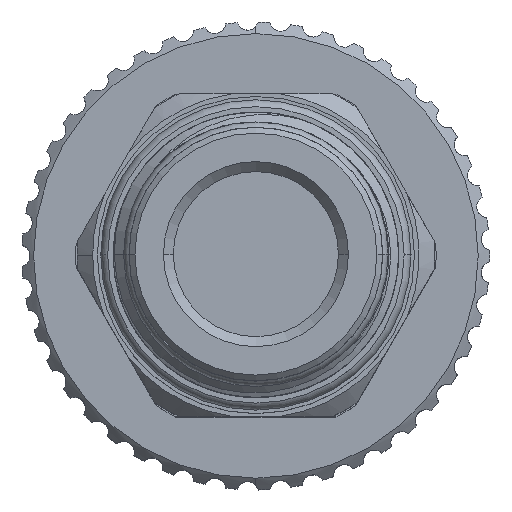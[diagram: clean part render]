
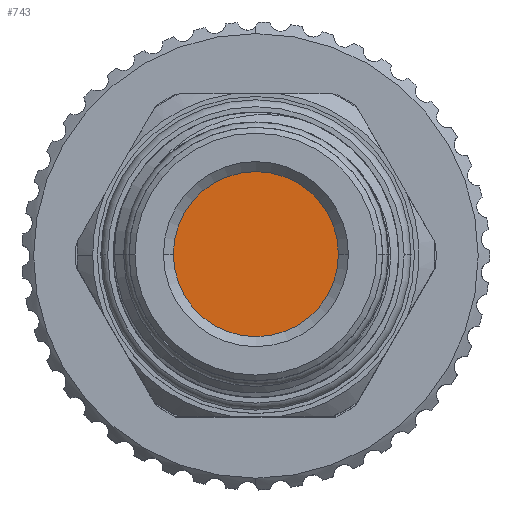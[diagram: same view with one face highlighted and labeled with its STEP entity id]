
A CAD part, top view. The second image highlights one B-rep face of the part: STEP entity #743.
In plain terms, the highlighted planar face has unit normal (0, 0, 1).
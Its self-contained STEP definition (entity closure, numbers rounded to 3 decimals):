
#92 = CARTESIAN_POINT ( 'NONE',  ( 0., 0., 5.243 ) ) ;
#295 = DIRECTION ( 'NONE',  ( -1., 0., 0. ) ) ;
#743 = ADVANCED_FACE ( 'NONE', ( #3981 ), #20954, .F. ) ;
#2471 = CARTESIAN_POINT ( 'NONE',  ( -5.68, 0., 5.243 ) ) ;
#3981 = FACE_OUTER_BOUND ( 'NONE', #13633, .T. ) ;
#4281 = CARTESIAN_POINT ( 'NONE',  ( 5.68, 0., 5.243 ) ) ;
#5616 = DIRECTION ( 'NONE',  ( 0., 0., -1. ) ) ;
#8252 = EDGE_CURVE ( 'NONE', #15386, #32555, #23608, .T. ) ;
#8444 = AXIS2_PLACEMENT_3D ( 'NONE', #11177, #16638, #295 ) ;
#11177 = CARTESIAN_POINT ( 'NONE',  ( 0., 0., 5.243 ) ) ;
#11923 = AXIS2_PLACEMENT_3D ( 'NONE', #12644, #31457, #12528 ) ;
#12528 = DIRECTION ( 'NONE',  ( -1., 0., 0. ) ) ;
#12644 = CARTESIAN_POINT ( 'NONE',  ( 0., 0., 5.243 ) ) ;
#13334 = ORIENTED_EDGE ( 'NONE', *, *, #27345, .F. ) ;
#13633 = EDGE_LOOP ( 'NONE', ( #13334, #17280 ) ) ;
#15386 = VERTEX_POINT ( 'NONE', #2471 ) ;
#16358 = AXIS2_PLACEMENT_3D ( 'NONE', #92, #5616, #24635 ) ;
#16638 = DIRECTION ( 'NONE',  ( 0., 0., -1. ) ) ;
#17280 = ORIENTED_EDGE ( 'NONE', *, *, #8252, .F. ) ;
#18708 = CIRCLE ( 'NONE', #8444, 5.68 ) ;
#20954 = PLANE ( 'NONE',  #11923 ) ;
#23608 = CIRCLE ( 'NONE', #16358, 5.68 ) ;
#24635 = DIRECTION ( 'NONE',  ( -1., 0., 0. ) ) ;
#27345 = EDGE_CURVE ( 'NONE', #32555, #15386, #18708, .T. ) ;
#31457 = DIRECTION ( 'NONE',  ( 0., 0., -1. ) ) ;
#32555 = VERTEX_POINT ( 'NONE', #4281 ) ;
